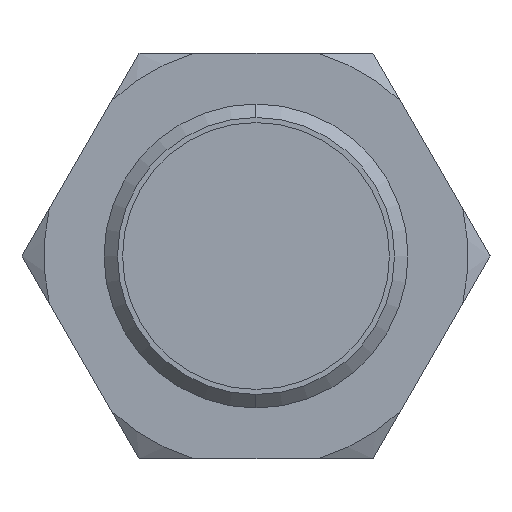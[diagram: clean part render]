
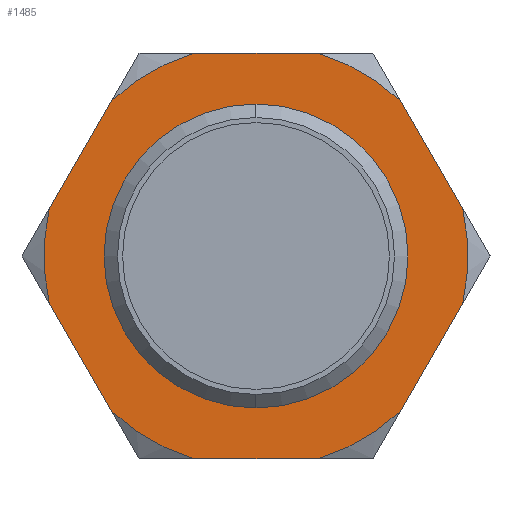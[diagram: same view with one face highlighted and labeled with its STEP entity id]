
A CAD part, left-side view. The second image highlights one B-rep face of the part: STEP entity #1485.
In plain terms, the highlighted planar face has unit normal (-1, 0, 0).
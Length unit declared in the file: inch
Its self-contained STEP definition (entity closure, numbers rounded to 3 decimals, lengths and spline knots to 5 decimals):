
#5 = CARTESIAN_POINT ( 'NONE',  ( 0.19685, 0., 0. ) ) ;
#36 = CIRCLE ( 'NONE', #1365, 0.49435 ) ;
#65 = CARTESIAN_POINT ( 'NONE',  ( 0.19685, -0.33638, 0.36225 ) ) ;
#70 = DIRECTION ( 'NONE',  ( -1., 0., 0. ) ) ;
#79 = VECTOR ( 'NONE', #1339, 39.37008 ) ;
#87 = CARTESIAN_POINT ( 'NONE',  ( 0.19685, -0.48191, 0.11019 ) ) ;
#140 = VERTEX_POINT ( 'NONE', #1673 ) ;
#174 = CARTESIAN_POINT ( 'NONE',  ( 0.19685, 0., 0. ) ) ;
#199 = CARTESIAN_POINT ( 'NONE',  ( 0.19685, -0.14553, -0.47244 ) ) ;
#226 = EDGE_CURVE ( 'NONE', #2133, #140, #1823, .T. ) ;
#229 = CIRCLE ( 'NONE', #1774, 0.49435 ) ;
#236 = VERTEX_POINT ( 'NONE', #3165 ) ;
#264 = CARTESIAN_POINT ( 'NONE',  ( 0.19685, 0.27276, 0.47244 ) ) ;
#265 = DIRECTION ( 'NONE',  ( -1., 0., 0. ) ) ;
#288 = LINE ( 'NONE', #783, #1325 ) ;
#295 = VERTEX_POINT ( 'NONE', #199 ) ;
#303 = ORIENTED_EDGE ( 'NONE', *, *, #3120, .T. ) ;
#304 = ORIENTED_EDGE ( 'NONE', *, *, #226, .T. ) ;
#308 = VERTEX_POINT ( 'NONE', #2589 ) ;
#325 = EDGE_CURVE ( 'NONE', #308, #295, #288, .T. ) ;
#327 = CIRCLE ( 'NONE', #2672, 0.35433 ) ;
#358 = DIRECTION ( 'NONE',  ( 0., -0.5, -0.866 ) ) ;
#437 = ORIENTED_EDGE ( 'NONE', *, *, #1648, .T. ) ;
#452 = DIRECTION ( 'NONE',  ( 0., 0., 1. ) ) ;
#461 = VECTOR ( 'NONE', #2860, 39.37008 ) ;
#462 = EDGE_CURVE ( 'NONE', #1605, #2877, #1190, .T. ) ;
#473 = ORIENTED_EDGE ( 'NONE', *, *, #1715, .F. ) ;
#499 = DIRECTION ( 'NONE',  ( -1., 0., 0. ) ) ;
#595 = ORIENTED_EDGE ( 'NONE', *, *, #2682, .F. ) ;
#676 = EDGE_CURVE ( 'NONE', #911, #2133, #2802, .T. ) ;
#682 = ORIENTED_EDGE ( 'NONE', *, *, #462, .T. ) ;
#709 = VECTOR ( 'NONE', #358, 39.37008 ) ;
#783 = CARTESIAN_POINT ( 'NONE',  ( 0.19685, 0.27276, -0.47244 ) ) ;
#784 = EDGE_CURVE ( 'NONE', #2106, #1682, #2752, .T. ) ;
#796 = DIRECTION ( 'NONE',  ( 0., 0., 1. ) ) ;
#798 = DIRECTION ( 'NONE',  ( 0., 0., 1. ) ) ;
#814 = CARTESIAN_POINT ( 'NONE',  ( 0.19685, 0.48191, -0.11019 ) ) ;
#834 = CIRCLE ( 'NONE', #1128, 0.35433 ) ;
#881 = AXIS2_PLACEMENT_3D ( 'NONE', #2298, #3055, #2572 ) ;
#887 = CARTESIAN_POINT ( 'NONE',  ( 0.19685, -0.48191, -0.11019 ) ) ;
#911 = VERTEX_POINT ( 'NONE', #87 ) ;
#916 = LINE ( 'NONE', #264, #79 ) ;
#1055 = DIRECTION ( 'NONE',  ( 0., -1., 0. ) ) ;
#1080 = DIRECTION ( 'NONE',  ( 0., 0., 1. ) ) ;
#1127 = CARTESIAN_POINT ( 'NONE',  ( 0.19685, 0.54553, 0. ) ) ;
#1128 = AXIS2_PLACEMENT_3D ( 'NONE', #5, #1939, #2201 ) ;
#1151 = CARTESIAN_POINT ( 'NONE',  ( 0.19685, 0., -0.35433 ) ) ;
#1190 = CIRCLE ( 'NONE', #1871, 0.49435 ) ;
#1196 = CARTESIAN_POINT ( 'NONE',  ( 0.19685, 0.33638, 0.36225 ) ) ;
#1231 = CARTESIAN_POINT ( 'NONE',  ( 0.19685, 0.33638, -0.36225 ) ) ;
#1245 = DIRECTION ( 'NONE',  ( -1., 0., 0. ) ) ;
#1289 = DIRECTION ( 'NONE',  ( -1., 0., 0. ) ) ;
#1325 = VECTOR ( 'NONE', #1055, 39.37008 ) ;
#1339 = DIRECTION ( 'NONE',  ( 0., 0.5, -0.866 ) ) ;
#1351 = VECTOR ( 'NONE', #2677, 39.37008 ) ;
#1365 = AXIS2_PLACEMENT_3D ( 'NONE', #2952, #265, #1376 ) ;
#1376 = DIRECTION ( 'NONE',  ( 0., 0., 1. ) ) ;
#1435 = LINE ( 'NONE', #1127, #709 ) ;
#1485 = ADVANCED_FACE ( 'NONE', ( #3000, #2406 ), #2015, .T. ) ;
#1515 = VERTEX_POINT ( 'NONE', #2366 ) ;
#1605 = VERTEX_POINT ( 'NONE', #3226 ) ;
#1648 = EDGE_CURVE ( 'NONE', #295, #1515, #36, .T. ) ;
#1663 = ORIENTED_EDGE ( 'NONE', *, *, #3333, .T. ) ;
#1667 = CARTESIAN_POINT ( 'NONE',  ( 0.19685, 0., 0. ) ) ;
#1673 = CARTESIAN_POINT ( 'NONE',  ( 0.19685, -0.14553, 0.47244 ) ) ;
#1682 = VERTEX_POINT ( 'NONE', #814 ) ;
#1715 = EDGE_CURVE ( 'NONE', #3418, #236, #327, .T. ) ;
#1728 = ORIENTED_EDGE ( 'NONE', *, *, #676, .T. ) ;
#1731 = CIRCLE ( 'NONE', #2174, 0.49435 ) ;
#1753 = DIRECTION ( 'NONE',  ( 0., 0., 1. ) ) ;
#1774 = AXIS2_PLACEMENT_3D ( 'NONE', #2819, #1245, #1753 ) ;
#1823 = CIRCLE ( 'NONE', #3169, 0.49435 ) ;
#1871 = AXIS2_PLACEMENT_3D ( 'NONE', #3016, #1914, #1080 ) ;
#1914 = DIRECTION ( 'NONE',  ( -1., 0., 0. ) ) ;
#1915 = VERTEX_POINT ( 'NONE', #887 ) ;
#1939 = DIRECTION ( 'NONE',  ( -1., 0., 0. ) ) ;
#2015 = PLANE ( 'NONE',  #881 ) ;
#2066 = ORIENTED_EDGE ( 'NONE', *, *, #3474, .T. ) ;
#2099 = AXIS2_PLACEMENT_3D ( 'NONE', #3251, #2956, #796 ) ;
#2106 = VERTEX_POINT ( 'NONE', #3268 ) ;
#2133 = VERTEX_POINT ( 'NONE', #65 ) ;
#2174 = AXIS2_PLACEMENT_3D ( 'NONE', #2420, #499, #798 ) ;
#2201 = DIRECTION ( 'NONE',  ( 0., 0., 1. ) ) ;
#2259 = ORIENTED_EDGE ( 'NONE', *, *, #3207, .T. ) ;
#2298 = CARTESIAN_POINT ( 'NONE',  ( 0.19685, 0., 0. ) ) ;
#2321 = LINE ( 'NONE', #3233, #1351 ) ;
#2349 = ORIENTED_EDGE ( 'NONE', *, *, #3104, .T. ) ;
#2350 = EDGE_LOOP ( 'NONE', ( #303, #682, #2259, #2531, #2916, #2066, #2603, #437, #1663, #2349, #1728, #304 ) ) ;
#2366 = CARTESIAN_POINT ( 'NONE',  ( 0.19685, -0.33638, -0.36225 ) ) ;
#2406 = FACE_OUTER_BOUND ( 'NONE', #2350, .T. ) ;
#2420 = CARTESIAN_POINT ( 'NONE',  ( 0.19685, 0., 0. ) ) ;
#2496 = VECTOR ( 'NONE', #2528, 39.37008 ) ;
#2528 = DIRECTION ( 'NONE',  ( 0., -0.5, 0.866 ) ) ;
#2531 = ORIENTED_EDGE ( 'NONE', *, *, #784, .T. ) ;
#2572 = DIRECTION ( 'NONE',  ( 0., 0., 1. ) ) ;
#2578 = LINE ( 'NONE', #3054, #2496 ) ;
#2589 = CARTESIAN_POINT ( 'NONE',  ( 0.19685, 0.14553, -0.47244 ) ) ;
#2603 = ORIENTED_EDGE ( 'NONE', *, *, #325, .T. ) ;
#2672 = AXIS2_PLACEMENT_3D ( 'NONE', #1667, #70, #3308 ) ;
#2677 = DIRECTION ( 'NONE',  ( 0., 1., 0. ) ) ;
#2682 = EDGE_CURVE ( 'NONE', #236, #3418, #834, .T. ) ;
#2752 = CIRCLE ( 'NONE', #2099, 0.49435 ) ;
#2802 = LINE ( 'NONE', #3139, #461 ) ;
#2804 = EDGE_CURVE ( 'NONE', #1682, #3507, #1435, .T. ) ;
#2819 = CARTESIAN_POINT ( 'NONE',  ( 0.19685, 0., 0. ) ) ;
#2860 = DIRECTION ( 'NONE',  ( 0., 0.5, 0.866 ) ) ;
#2877 = VERTEX_POINT ( 'NONE', #1196 ) ;
#2916 = ORIENTED_EDGE ( 'NONE', *, *, #2804, .T. ) ;
#2952 = CARTESIAN_POINT ( 'NONE',  ( 0.19685, 0., 0. ) ) ;
#2956 = DIRECTION ( 'NONE',  ( -1., 0., 0. ) ) ;
#2971 = EDGE_LOOP ( 'NONE', ( #473, #595 ) ) ;
#3000 = FACE_BOUND ( 'NONE', #2971, .T. ) ;
#3016 = CARTESIAN_POINT ( 'NONE',  ( 0.19685, 0., 0. ) ) ;
#3055 = DIRECTION ( 'NONE',  ( -1., 0., 0. ) ) ;
#3054 = CARTESIAN_POINT ( 'NONE',  ( 0.19685, -0.27276, -0.47244 ) ) ;
#3104 = EDGE_CURVE ( 'NONE', #1915, #911, #1731, .T. ) ;
#3120 = EDGE_CURVE ( 'NONE', #140, #1605, #2321, .T. ) ;
#3139 = CARTESIAN_POINT ( 'NONE',  ( 0.19685, -0.54553, 0. ) ) ;
#3165 = CARTESIAN_POINT ( 'NONE',  ( 0.19685, 0., 0.35433 ) ) ;
#3169 = AXIS2_PLACEMENT_3D ( 'NONE', #174, #1289, #452 ) ;
#3207 = EDGE_CURVE ( 'NONE', #2877, #2106, #916, .T. ) ;
#3226 = CARTESIAN_POINT ( 'NONE',  ( 0.19685, 0.14553, 0.47244 ) ) ;
#3233 = CARTESIAN_POINT ( 'NONE',  ( 0.19685, -0.27276, 0.47244 ) ) ;
#3251 = CARTESIAN_POINT ( 'NONE',  ( 0.19685, 0., 0. ) ) ;
#3268 = CARTESIAN_POINT ( 'NONE',  ( 0.19685, 0.48191, 0.11019 ) ) ;
#3308 = DIRECTION ( 'NONE',  ( 0., 0., 1. ) ) ;
#3333 = EDGE_CURVE ( 'NONE', #1515, #1915, #2578, .T. ) ;
#3418 = VERTEX_POINT ( 'NONE', #1151 ) ;
#3474 = EDGE_CURVE ( 'NONE', #3507, #308, #229, .T. ) ;
#3507 = VERTEX_POINT ( 'NONE', #1231 ) ;
